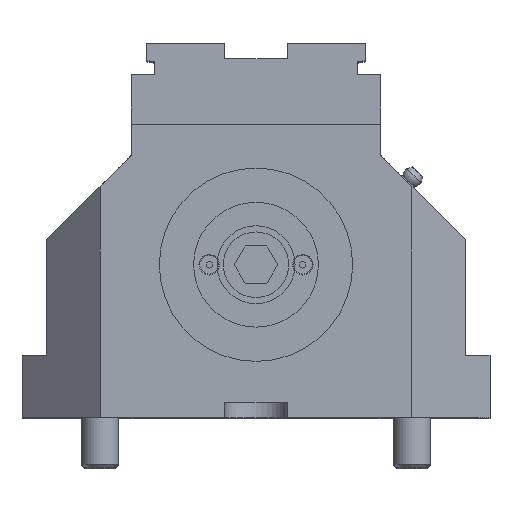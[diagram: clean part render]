
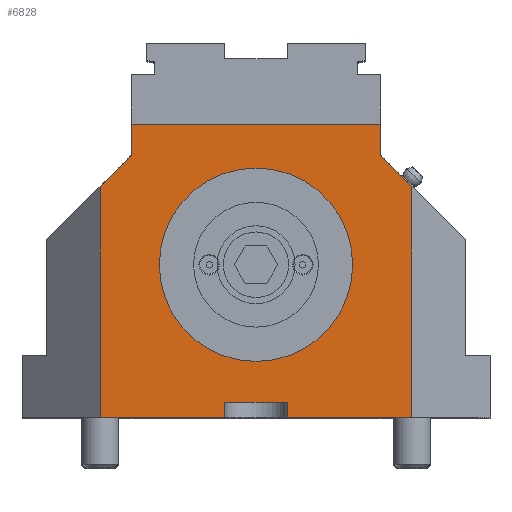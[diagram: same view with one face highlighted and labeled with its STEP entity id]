
A CAD part, top view. The second image highlights one B-rep face of the part: STEP entity #6828.
In plain terms, the highlighted planar face has unit normal (0, 0, 1).
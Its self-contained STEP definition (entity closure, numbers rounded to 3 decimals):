
#314=FACE_BOUND('',#1031,.T.);
#394=CIRCLE('',#7390,12.5);
#624=FACE_OUTER_BOUND('',#1030,.T.);
#1030=EDGE_LOOP('',(#4301,#4302,#4303,#4304,#4305,#4306,#4307,#4308,#4309,
#4310,#4311,#4312));
#1031=EDGE_LOOP('',(#4313));
#1518=LINE('',#9976,#2103);
#1519=LINE('',#9978,#2104);
#1520=LINE('',#9980,#2105);
#1521=LINE('',#9982,#2106);
#1522=LINE('',#9984,#2107);
#1523=LINE('',#9986,#2108);
#1524=LINE('',#9988,#2109);
#1525=LINE('',#9990,#2110);
#1526=LINE('',#9992,#2111);
#1527=LINE('',#9994,#2112);
#1528=LINE('',#9996,#2113);
#1529=LINE('',#9997,#2114);
#2103=VECTOR('',#8090,10.);
#2104=VECTOR('',#8091,10.);
#2105=VECTOR('',#8092,10.);
#2106=VECTOR('',#8093,10.);
#2107=VECTOR('',#8094,10.);
#2108=VECTOR('',#8095,10.);
#2109=VECTOR('',#8096,10.);
#2110=VECTOR('',#8097,10.);
#2111=VECTOR('',#8098,10.);
#2112=VECTOR('',#8099,10.);
#2113=VECTOR('',#8100,10.);
#2114=VECTOR('',#8101,10.);
#2680=VERTEX_POINT('',#9939);
#2695=VERTEX_POINT('',#9974);
#2696=VERTEX_POINT('',#9975);
#2697=VERTEX_POINT('',#9977);
#2698=VERTEX_POINT('',#9979);
#2699=VERTEX_POINT('',#9981);
#2700=VERTEX_POINT('',#9983);
#2701=VERTEX_POINT('',#9985);
#2702=VERTEX_POINT('',#9987);
#2703=VERTEX_POINT('',#9989);
#2704=VERTEX_POINT('',#9991);
#2705=VERTEX_POINT('',#9993);
#2706=VERTEX_POINT('',#9995);
#3324=EDGE_CURVE('',#2680,#2680,#394,.T.);
#3340=EDGE_CURVE('',#2695,#2696,#1518,.T.);
#3341=EDGE_CURVE('',#2696,#2697,#1519,.T.);
#3342=EDGE_CURVE('',#2697,#2698,#1520,.T.);
#3343=EDGE_CURVE('',#2698,#2699,#1521,.T.);
#3344=EDGE_CURVE('',#2700,#2699,#1522,.T.);
#3345=EDGE_CURVE('',#2700,#2701,#1523,.T.);
#3346=EDGE_CURVE('',#2701,#2702,#1524,.T.);
#3347=EDGE_CURVE('',#2703,#2702,#1525,.T.);
#3348=EDGE_CURVE('',#2703,#2704,#1526,.T.);
#3349=EDGE_CURVE('',#2704,#2705,#1527,.T.);
#3350=EDGE_CURVE('',#2706,#2705,#1528,.T.);
#3351=EDGE_CURVE('',#2706,#2695,#1529,.T.);
#4301=ORIENTED_EDGE('',*,*,#3340,.T.);
#4302=ORIENTED_EDGE('',*,*,#3341,.T.);
#4303=ORIENTED_EDGE('',*,*,#3342,.T.);
#4304=ORIENTED_EDGE('',*,*,#3343,.T.);
#4305=ORIENTED_EDGE('',*,*,#3344,.F.);
#4306=ORIENTED_EDGE('',*,*,#3345,.T.);
#4307=ORIENTED_EDGE('',*,*,#3346,.T.);
#4308=ORIENTED_EDGE('',*,*,#3347,.F.);
#4309=ORIENTED_EDGE('',*,*,#3348,.T.);
#4310=ORIENTED_EDGE('',*,*,#3349,.T.);
#4311=ORIENTED_EDGE('',*,*,#3350,.F.);
#4312=ORIENTED_EDGE('',*,*,#3351,.T.);
#4313=ORIENTED_EDGE('',*,*,#3324,.T.);
#6166=PLANE('',#7395);
#6828=ADVANCED_FACE('',(#624,#314),#6166,.F.);
#7390=AXIS2_PLACEMENT_3D('',#9941,#8065,#8066);
#7395=AXIS2_PLACEMENT_3D('',#9973,#8088,#8089);
#8065=DIRECTION('center_axis',(0.,0.,-1.));
#8066=DIRECTION('ref_axis',(0.,1.,0.));
#8088=DIRECTION('center_axis',(0.,0.,-1.));
#8089=DIRECTION('ref_axis',(-1.,0.,0.));
#8090=DIRECTION('',(0.,1.,0.));
#8091=DIRECTION('',(1.,0.,0.));
#8092=DIRECTION('',(0.,-1.,0.));
#8093=DIRECTION('',(1.,0.,0.));
#8094=DIRECTION('',(0.,-1.,0.));
#8095=DIRECTION('',(-0.707,0.707,0.));
#8096=DIRECTION('',(0.,1.,0.));
#8097=DIRECTION('',(1.,0.,0.));
#8098=DIRECTION('',(0.,-1.,0.));
#8099=DIRECTION('',(-0.707,-0.707,0.));
#8100=DIRECTION('',(0.,1.,0.));
#8101=DIRECTION('',(1.,0.,0.));
#9939=CARTESIAN_POINT('',(74.394,-45.076,250.));
#9941=CARTESIAN_POINT('Origin',(74.394,-32.576,250.));
#9973=CARTESIAN_POINT('Origin',(109.394,-19.546,250.));
#9974=CARTESIAN_POINT('',(64.394,-81.576,250.));
#9975=CARTESIAN_POINT('',(64.394,-76.576,250.));
#9976=CARTESIAN_POINT('',(64.394,-62.076,250.));
#9977=CARTESIAN_POINT('',(84.394,-76.576,250.));
#9978=CARTESIAN_POINT('',(74.394,-76.576,250.));
#9979=CARTESIAN_POINT('',(84.394,-81.576,250.));
#9980=CARTESIAN_POINT('',(84.394,-62.076,250.));
#9981=CARTESIAN_POINT('',(124.394,-81.576,250.));
#9982=CARTESIAN_POINT('',(131.028,-81.576,250.));
#9983=CARTESIAN_POINT('',(124.394,-7.576,250.));
#9984=CARTESIAN_POINT('',(124.394,-15.076,250.));
#9985=CARTESIAN_POINT('',(114.394,2.424,250.));
#9986=CARTESIAN_POINT('',(115.644,1.174,250.));
#9987=CARTESIAN_POINT('',(114.394,12.424,250.));
#9988=CARTESIAN_POINT('',(114.394,-15.076,250.));
#9989=CARTESIAN_POINT('',(34.394,12.424,250.));
#9990=CARTESIAN_POINT('',(-0.606,12.424,250.));
#9991=CARTESIAN_POINT('',(34.394,2.424,250.));
#9992=CARTESIAN_POINT('',(34.394,-20.076,250.));
#9993=CARTESIAN_POINT('',(24.394,-7.576,250.));
#9994=CARTESIAN_POINT('',(15.644,-16.326,250.));
#9995=CARTESIAN_POINT('',(24.394,-81.576,250.));
#9996=CARTESIAN_POINT('',(24.394,-70.076,250.));
#9997=CARTESIAN_POINT('',(131.028,-81.576,250.));
